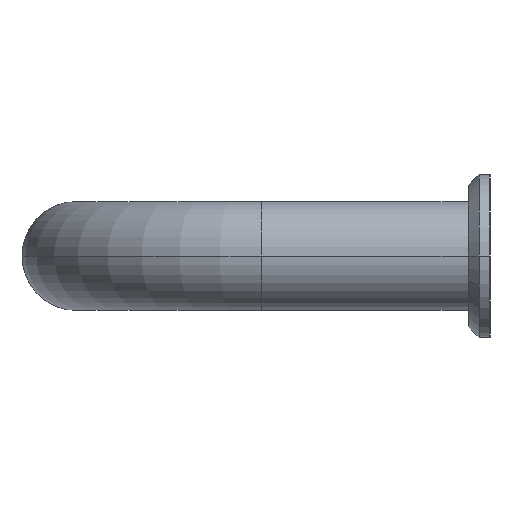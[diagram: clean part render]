
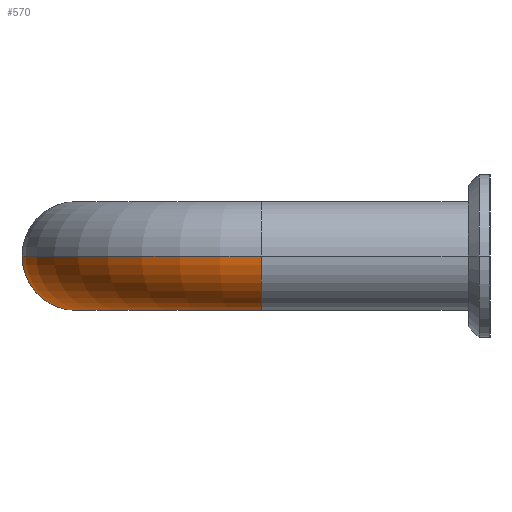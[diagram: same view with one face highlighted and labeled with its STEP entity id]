
A CAD part, left-side view. The second image highlights one B-rep face of the part: STEP entity #570.
In plain terms, the highlighted toroidal (fillet/blend) face has major radius 17 mm and minor radius 5 mm.
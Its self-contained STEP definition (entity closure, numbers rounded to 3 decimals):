
#446=EDGE_CURVE('',#610,#502,#969,.T.);
#470=EDGE_CURVE('',#606,#504,#995,.T.);
#472=VERTEX_POINT('',#997);
#494=EDGE_CURVE('',#502,#472,#1022,.T.);
#496=EDGE_CURVE('',#606,#610,#1024,.T.);
#502=VERTEX_POINT('',#1030);
#504=VERTEX_POINT('',#1032);
#570=ADVANCED_FACE('',(#1101),#1102,.T.);
#578=EDGE_CURVE('',#472,#504,#1113,.T.);
#606=VERTEX_POINT('',#1144);
#610=VERTEX_POINT('',#1148);
#969=CIRCLE('',#1606,5.0);
#995=CIRCLE('',#1639,5.0);
#997=CARTESIAN_POINT('',(17.0,43.0,0.));
#1022=CIRCLE('',#1674,5.0);
#1024=CIRCLE('',#1677,12.0);
#1030=CARTESIAN_POINT('',(17.0,38.0,-5.0));
#1032=CARTESIAN_POINT('',(-5.0,21.0,0.));
#1101=FACE_OUTER_BOUND('',#1779,.T.);
#1102=TOROIDAL_SURFACE('',#1780,17.0,5.0);
#1113=CIRCLE('',#1794,22.0);
#1144=CARTESIAN_POINT('',(5.0,21.0,0.0));
#1148=CARTESIAN_POINT('',(17.0,33.0,0.));
#1606=AXIS2_PLACEMENT_3D('',#2300,#2301,#2302);
#1639=AXIS2_PLACEMENT_3D('',#2329,#2330,#2331);
#1674=AXIS2_PLACEMENT_3D('',#2364,#2365,#2366);
#1677=AXIS2_PLACEMENT_3D('',#2367,#2368,#2369);
#1779=EDGE_LOOP('',(#2431,#2432,#2433,#2434,#2435));
#1780=AXIS2_PLACEMENT_3D('',#2436,#2437,#2438);
#1794=AXIS2_PLACEMENT_3D('',#2455,#2456,#2457);
#2300=CARTESIAN_POINT('',(17.0,38.0,0.0));
#2301=DIRECTION('',(1.0,0.0,0.0));
#2302=DIRECTION('',(0.0,1.0,0.0));
#2329=CARTESIAN_POINT('',(0.0,21.0,0.0));
#2330=DIRECTION('',(-0.0,1.0,0.0));
#2331=DIRECTION('',(1.0,0.0,0.0));
#2364=CARTESIAN_POINT('',(17.0,38.0,0.0));
#2365=DIRECTION('',(1.0,0.0,0.0));
#2366=DIRECTION('',(0.0,1.0,0.0));
#2367=CARTESIAN_POINT('',(17.0,21.0,0.));
#2368=DIRECTION('',(0.0,0.0,-1.0));
#2369=DIRECTION('',(1.0,0.0,0.0));
#2431=ORIENTED_EDGE('',*,*,#578,.F.);
#2432=ORIENTED_EDGE('',*,*,#494,.F.);
#2433=ORIENTED_EDGE('',*,*,#446,.F.);
#2434=ORIENTED_EDGE('',*,*,#496,.F.);
#2435=ORIENTED_EDGE('',*,*,#470,.T.);
#2436=CARTESIAN_POINT('',(17.0,21.0,0.0));
#2437=DIRECTION('',(0.0,0.0,1.0));
#2438=DIRECTION('',(1.0,0.0,0.0));
#2455=CARTESIAN_POINT('',(17.0,21.0,0.));
#2456=DIRECTION('',(0.0,0.0,1.0));
#2457=DIRECTION('',(1.0,0.0,0.0));
